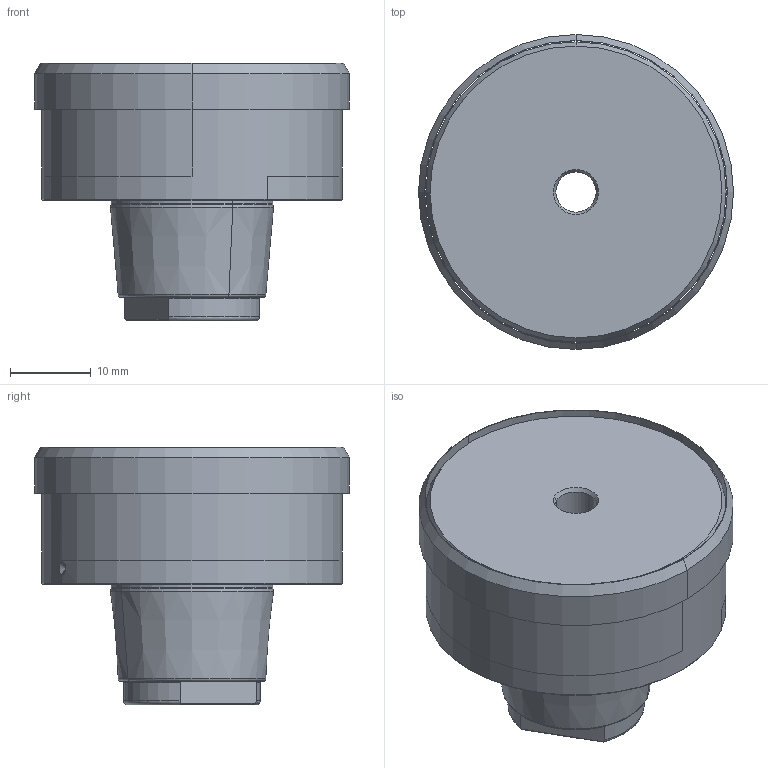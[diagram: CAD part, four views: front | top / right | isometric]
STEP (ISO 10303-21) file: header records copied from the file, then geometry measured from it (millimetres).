
FILE_DESCRIPTION((''),'2;1');
FILE_NAME('DEX','2021-11-25T11:43:45',('UZUNM1'),(''),'CREO PARAMETRIC BY PTC INC, 2019030','CREO PARAMETRIC BY PTC INC, 2019030','');
FILE_SCHEMA(('AP242_MANAGED_MODEL_BASED_3D_ENGINEERING_MIM_LF { 1 0 10303 442 1 1 4 }'));
Length unit declared in the file: millimetre
Products named in the file (1): DEX
Bounding box: 39.02 x 39.02 x 31.95 mm (x, y, z)
Volume: 21340.4 mm3; surface area: 6941.2 mm2
Topology: 2 solids, 2 shells, 65 faces, 149 edges, 88 vertices
Faces by surface type: cone 30, cylinder 16, torus 10, plane 9
Entity records: 2599 total; most frequent: CARTESIAN_POINT 504, DIRECTION 351, ORIENTED_EDGE 290, PRESENTATION_STYLE_ASSIGNMENT 156, STYLED_ITEM 152, CURVE_STYLE 150, AXIS2_PLACEMENT_3D 146, EDGE_CURVE 145
